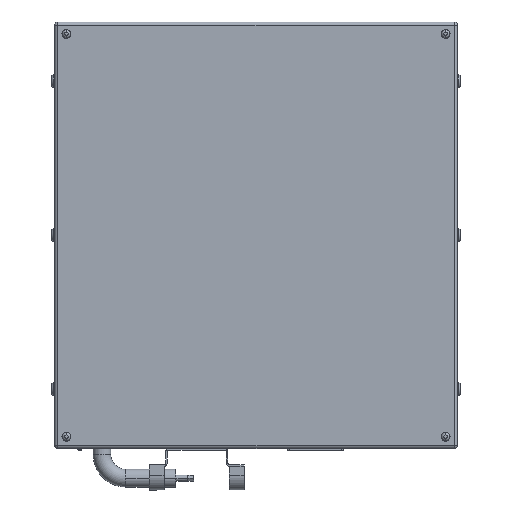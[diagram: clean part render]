
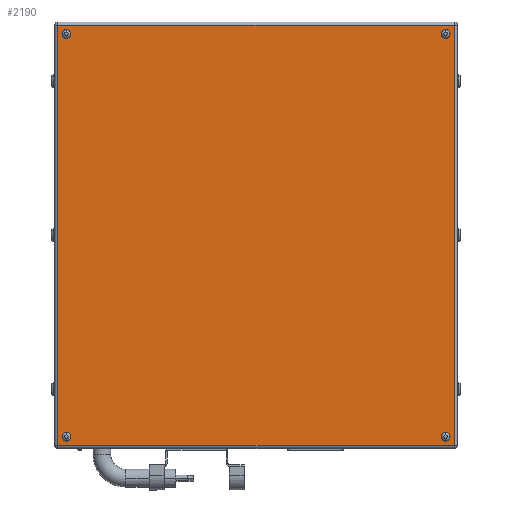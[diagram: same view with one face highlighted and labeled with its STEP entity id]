
A CAD part, front view. The second image highlights one B-rep face of the part: STEP entity #2190.
In plain terms, the highlighted planar face has unit normal (0, -1, 0).
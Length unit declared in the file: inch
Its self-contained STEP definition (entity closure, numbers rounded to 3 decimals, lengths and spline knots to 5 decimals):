
#82 = CARTESIAN_POINT ( 'NONE',  ( 16., -10.5, 17.37402 ) ) ;
#361 = VECTOR ( 'NONE', #4815, 39.37008 ) ;
#794 = CARTESIAN_POINT ( 'NONE',  ( 16.734, -10.5, 17.734 ) ) ;
#860 = DIRECTION ( 'NONE',  ( 0., 0., -1. ) ) ;
#908 = DIRECTION ( 'NONE',  ( 0., 0., -1. ) ) ;
#1136 = EDGE_CURVE ( 'NONE', #3449, #11856, #11930, .T. ) ;
#1344 = CARTESIAN_POINT ( 'NONE',  ( 16., -10.5, 16.62598 ) ) ;
#1513 = EDGE_CURVE ( 'NONE', #11856, #4164, #7503, .T. ) ;
#1629 = ORIENTED_EDGE ( 'NONE', *, *, #16755, .T. ) ;
#2035 = CARTESIAN_POINT ( 'NONE',  ( -16.734, -10.5, 17.734 ) ) ;
#2190 = ADVANCED_FACE ( 'NONE', ( #9549, #11291, #12720, #3382, #4719 ), #14273, .T. ) ;
#2213 = DIRECTION ( 'NONE',  ( 0., -1., 0. ) ) ;
#2459 = ORIENTED_EDGE ( 'NONE', *, *, #1136, .T. ) ;
#2472 = CARTESIAN_POINT ( 'NONE',  ( 16., -10.5, -17. ) ) ;
#2893 = CARTESIAN_POINT ( 'NONE',  ( -16., -10.5, -17. ) ) ;
#2990 = CARTESIAN_POINT ( 'NONE',  ( -16., -10.5, -17.37402 ) ) ;
#3273 = CARTESIAN_POINT ( 'NONE',  ( 16.734, -10.5, 17.734 ) ) ;
#3382 = FACE_BOUND ( 'NONE', #12053, .T. ) ;
#3449 = VERTEX_POINT ( 'NONE', #5029 ) ;
#3668 = AXIS2_PLACEMENT_3D ( 'NONE', #14967, #2213, #17955 ) ;
#3769 = CARTESIAN_POINT ( 'NONE',  ( -16.734, -10.5, -17.734 ) ) ;
#3791 = EDGE_CURVE ( 'NONE', #6512, #14656, #5936, .T. ) ;
#3995 = CIRCLE ( 'NONE', #7618, 0.37402 ) ;
#4079 = CARTESIAN_POINT ( 'NONE',  ( -16., -10.5, -16.62598 ) ) ;
#4164 = VERTEX_POINT ( 'NONE', #11302 ) ;
#4187 = CARTESIAN_POINT ( 'NONE',  ( 16., -10.5, 17. ) ) ;
#4664 = DIRECTION ( 'NONE',  ( 0., -1., 0. ) ) ;
#4719 = FACE_OUTER_BOUND ( 'NONE', #5487, .T. ) ;
#4815 = DIRECTION ( 'NONE',  ( 1., 0., 0. ) ) ;
#5029 = CARTESIAN_POINT ( 'NONE',  ( -16.734, -10.5, 17.734 ) ) ;
#5034 = DIRECTION ( 'NONE',  ( -1., 0., 0. ) ) ;
#5394 = EDGE_CURVE ( 'NONE', #15022, #13619, #6609, .T. ) ;
#5487 = EDGE_LOOP ( 'NONE', ( #1629, #11906, #2459, #6688 ) ) ;
#5588 = VERTEX_POINT ( 'NONE', #1344 ) ;
#5747 = LINE ( 'NONE', #794, #19634 ) ;
#5772 = EDGE_LOOP ( 'NONE', ( #11828, #7460 ) ) ;
#5936 = CIRCLE ( 'NONE', #17440, 0.37402 ) ;
#5961 = CIRCLE ( 'NONE', #8600, 0.37402 ) ;
#6014 = EDGE_CURVE ( 'NONE', #10507, #5588, #5961, .T. ) ;
#6512 = VERTEX_POINT ( 'NONE', #11349 ) ;
#6609 = CIRCLE ( 'NONE', #18089, 0.37402 ) ;
#6688 = ORIENTED_EDGE ( 'NONE', *, *, #1513, .T. ) ;
#6891 = AXIS2_PLACEMENT_3D ( 'NONE', #15338, #12252, #16986 ) ;
#6900 = VECTOR ( 'NONE', #5034, 39.37008 ) ;
#6987 = CARTESIAN_POINT ( 'NONE',  ( -16., -10.5, 17.37402 ) ) ;
#6992 = CARTESIAN_POINT ( 'NONE',  ( 16., -10.5, -17. ) ) ;
#7319 = EDGE_CURVE ( 'NONE', #10729, #20122, #9146, .T. ) ;
#7460 = ORIENTED_EDGE ( 'NONE', *, *, #3791, .F. ) ;
#7503 = LINE ( 'NONE', #17248, #361 ) ;
#7529 = DIRECTION ( 'NONE',  ( 0., -1., 0. ) ) ;
#7618 = AXIS2_PLACEMENT_3D ( 'NONE', #18793, #12597, #20312 ) ;
#7750 = EDGE_LOOP ( 'NONE', ( #10178, #13806 ) ) ;
#8052 = ORIENTED_EDGE ( 'NONE', *, *, #12294, .F. ) ;
#8157 = DIRECTION ( 'NONE',  ( 0., 0., -1. ) ) ;
#8600 = AXIS2_PLACEMENT_3D ( 'NONE', #4187, #8706, #860 ) ;
#8706 = DIRECTION ( 'NONE',  ( 0., -1., 0. ) ) ;
#8746 = ORIENTED_EDGE ( 'NONE', *, *, #5394, .F. ) ;
#9146 = CIRCLE ( 'NONE', #14409, 0.37402 ) ;
#9216 = EDGE_CURVE ( 'NONE', #12657, #3449, #19139, .T. ) ;
#9549 = FACE_BOUND ( 'NONE', #7750, .T. ) ;
#9816 = DIRECTION ( 'NONE',  ( 0., -1., 0. ) ) ;
#9820 = DIRECTION ( 'NONE',  ( 0., 0., -1. ) ) ;
#10178 = ORIENTED_EDGE ( 'NONE', *, *, #6014, .F. ) ;
#10507 = VERTEX_POINT ( 'NONE', #82 ) ;
#10729 = VERTEX_POINT ( 'NONE', #2990 ) ;
#11151 = DIRECTION ( 'NONE',  ( 0., -1., 0. ) ) ;
#11291 = FACE_BOUND ( 'NONE', #18401, .T. ) ;
#11302 = CARTESIAN_POINT ( 'NONE',  ( 16.734, -10.5, -17.734 ) ) ;
#11349 = CARTESIAN_POINT ( 'NONE',  ( 16., -10.5, -17.37402 ) ) ;
#11828 = ORIENTED_EDGE ( 'NONE', *, *, #14489, .F. ) ;
#11856 = VERTEX_POINT ( 'NONE', #3769 ) ;
#11906 = ORIENTED_EDGE ( 'NONE', *, *, #9216, .T. ) ;
#11930 = LINE ( 'NONE', #12245, #16335 ) ;
#12053 = EDGE_LOOP ( 'NONE', ( #8052, #14654 ) ) ;
#12245 = CARTESIAN_POINT ( 'NONE',  ( -16.734, -10.5, -17.734 ) ) ;
#12252 = DIRECTION ( 'NONE',  ( 0., -1., 0. ) ) ;
#12294 = EDGE_CURVE ( 'NONE', #20122, #10729, #18238, .T. ) ;
#12597 = DIRECTION ( 'NONE',  ( 0., -1., 0. ) ) ;
#12657 = VERTEX_POINT ( 'NONE', #3273 ) ;
#12720 = FACE_BOUND ( 'NONE', #5772, .T. ) ;
#13057 = DIRECTION ( 'NONE',  ( 0., 0., -1. ) ) ;
#13415 = CIRCLE ( 'NONE', #14412, 0.37402 ) ;
#13619 = VERTEX_POINT ( 'NONE', #6987 ) ;
#13806 = ORIENTED_EDGE ( 'NONE', *, *, #17623, .F. ) ;
#14273 = PLANE ( 'NONE',  #3668 ) ;
#14409 = AXIS2_PLACEMENT_3D ( 'NONE', #16273, #9816, #8157 ) ;
#14412 = AXIS2_PLACEMENT_3D ( 'NONE', #6992, #4664, #17195 ) ;
#14489 = EDGE_CURVE ( 'NONE', #14656, #6512, #13415, .T. ) ;
#14640 = AXIS2_PLACEMENT_3D ( 'NONE', #2893, #7529, #13057 ) ;
#14654 = ORIENTED_EDGE ( 'NONE', *, *, #7319, .F. ) ;
#14656 = VERTEX_POINT ( 'NONE', #16307 ) ;
#14831 = DIRECTION ( 'NONE',  ( 0., 0., 1. ) ) ;
#14967 = CARTESIAN_POINT ( 'NONE',  ( 0., -10.5, 0. ) ) ;
#15022 = VERTEX_POINT ( 'NONE', #20252 ) ;
#15338 = CARTESIAN_POINT ( 'NONE',  ( 16., -10.5, 17. ) ) ;
#15503 = ORIENTED_EDGE ( 'NONE', *, *, #16287, .F. ) ;
#16273 = CARTESIAN_POINT ( 'NONE',  ( -16., -10.5, -17. ) ) ;
#16287 = EDGE_CURVE ( 'NONE', #13619, #15022, #3995, .T. ) ;
#16307 = CARTESIAN_POINT ( 'NONE',  ( 16., -10.5, -16.62598 ) ) ;
#16335 = VECTOR ( 'NONE', #18215, 39.37008 ) ;
#16755 = EDGE_CURVE ( 'NONE', #4164, #12657, #5747, .T. ) ;
#16986 = DIRECTION ( 'NONE',  ( 0., 0., -1. ) ) ;
#17195 = DIRECTION ( 'NONE',  ( 0., 0., -1. ) ) ;
#17248 = CARTESIAN_POINT ( 'NONE',  ( 16.734, -10.5, -17.734 ) ) ;
#17440 = AXIS2_PLACEMENT_3D ( 'NONE', #2472, #20091, #908 ) ;
#17623 = EDGE_CURVE ( 'NONE', #5588, #10507, #19060, .T. ) ;
#17955 = DIRECTION ( 'NONE',  ( 0., 0., -1. ) ) ;
#18089 = AXIS2_PLACEMENT_3D ( 'NONE', #18874, #11151, #9820 ) ;
#18215 = DIRECTION ( 'NONE',  ( 0., 0., -1. ) ) ;
#18238 = CIRCLE ( 'NONE', #14640, 0.37402 ) ;
#18401 = EDGE_LOOP ( 'NONE', ( #15503, #8746 ) ) ;
#18793 = CARTESIAN_POINT ( 'NONE',  ( -16., -10.5, 17. ) ) ;
#18874 = CARTESIAN_POINT ( 'NONE',  ( -16., -10.5, 17. ) ) ;
#19060 = CIRCLE ( 'NONE', #6891, 0.37402 ) ;
#19139 = LINE ( 'NONE', #2035, #6900 ) ;
#19634 = VECTOR ( 'NONE', #14831, 39.37008 ) ;
#20091 = DIRECTION ( 'NONE',  ( 0., -1., 0. ) ) ;
#20122 = VERTEX_POINT ( 'NONE', #4079 ) ;
#20252 = CARTESIAN_POINT ( 'NONE',  ( -16., -10.5, 16.62598 ) ) ;
#20312 = DIRECTION ( 'NONE',  ( 0., 0., -1. ) ) ;
